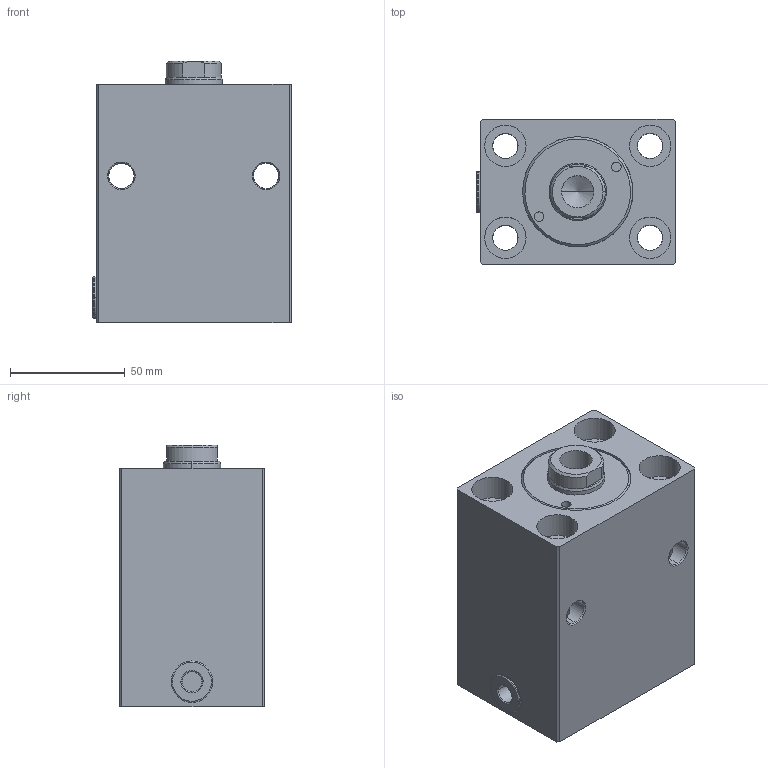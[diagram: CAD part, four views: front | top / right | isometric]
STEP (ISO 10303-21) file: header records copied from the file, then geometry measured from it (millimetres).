
FILE_DESCRIPTION (( 'STEP AP214' ), '1' );
FILE_NAME ('HBC-40SX20N邧雄詢揤詰.STEP', '2019-05-10T11:06:07', ( '' ), ( '' ), 'SwSTEP 2.0', 'SolidWorks 2016', '' );
FILE_SCHEMA (( 'AUTOMOTIVE_DESIGN' ));
Length unit declared in the file: millimetre
Products named in the file (5): 魂20; ǰ; 黑2; 掛20; HBC-40SX20N邧雄詢揤詰
Assembly tree (4 placements, depth 2):
  HBC-40SX20N邧雄詢揤詰
    掛20
    黑2
    ǰ
    魂20
Bounding box: 86.5 x 63 x 114 mm (x, y, z)
Volume: 459141.7 mm3; surface area: 90779.6 mm2
Topology: 4 solids, 4 shells, 170 faces, 399 edges, 242 vertices
Faces by surface type: cylinder 87, plane 38, cone 23, bspline 22
Entity records: 7178 total; most frequent: CARTESIAN_POINT 3319, ORIENTED_EDGE 794, DIRECTION 754, EDGE_CURVE 397, AXIS2_PLACEMENT_3D 303, VERTEX_POINT 242, EDGE_LOOP 201, FACE_OUTER_BOUND 170
